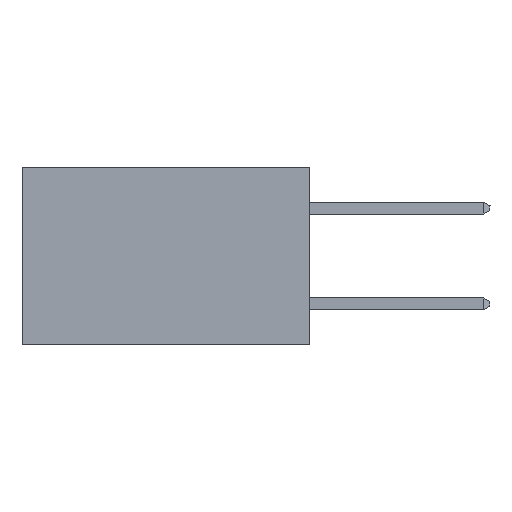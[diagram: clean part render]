
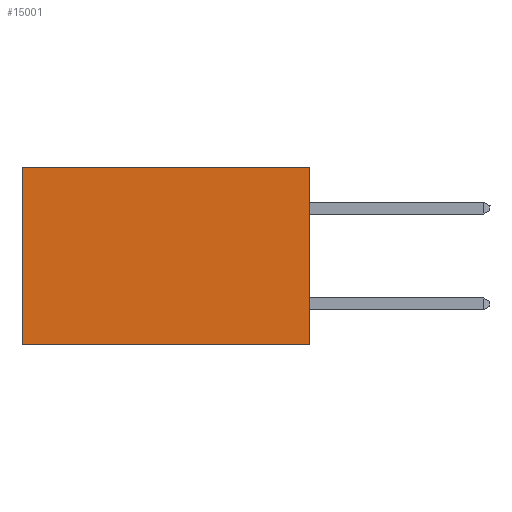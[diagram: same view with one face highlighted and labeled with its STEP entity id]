
A CAD part, left-side view. The second image highlights one B-rep face of the part: STEP entity #15001.
In plain terms, the highlighted planar face has unit normal (-1, 0, 0).
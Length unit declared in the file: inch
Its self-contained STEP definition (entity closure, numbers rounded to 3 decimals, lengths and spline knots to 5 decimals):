
#207 = VECTOR ( 'NONE', #8853, 39.37008 ) ;
#1596 = EDGE_LOOP ( 'NONE', ( #11275, #23156, #24799, #23689 ) ) ;
#2692 = DIRECTION ( 'NONE',  ( 0., 1., 0. ) ) ;
#2826 = VERTEX_POINT ( 'NONE', #12496 ) ;
#4762 = PLANE ( 'NONE',  #10220 ) ;
#5559 = DIRECTION ( 'NONE',  ( 0., 0., -1. ) ) ;
#6569 = CARTESIAN_POINT ( 'NONE',  ( 0.2875, 0., -0.37 ) ) ;
#6834 = LINE ( 'NONE', #16570, #207 ) ;
#6897 = EDGE_CURVE ( 'NONE', #17956, #2826, #6834, .T. ) ;
#7227 = VECTOR ( 'NONE', #2692, 39.37008 ) ;
#8393 = DIRECTION ( 'NONE',  ( 1., 0., 0. ) ) ;
#8853 = DIRECTION ( 'NONE',  ( 0., 0., -1. ) ) ;
#9103 = EDGE_CURVE ( 'NONE', #17956, #12405, #13099, .T. ) ;
#9853 = LINE ( 'NONE', #11447, #15565 ) ;
#9999 = DIRECTION ( 'NONE',  ( 0., 1., 0. ) ) ;
#10220 = AXIS2_PLACEMENT_3D ( 'NONE', #20082, #8393, #23370 ) ;
#11275 = ORIENTED_EDGE ( 'NONE', *, *, #13003, .T. ) ;
#11447 = CARTESIAN_POINT ( 'NONE',  ( 0.2875, 0.6, 0. ) ) ;
#12405 = VERTEX_POINT ( 'NONE', #16723 ) ;
#12496 = CARTESIAN_POINT ( 'NONE',  ( 0.2875, 0., -0.37 ) ) ;
#13003 = EDGE_CURVE ( 'NONE', #12405, #18790, #9853, .T. ) ;
#13099 = LINE ( 'NONE', #23296, #19373 ) ;
#15001 = ADVANCED_FACE ( 'NONE', ( #21435 ), #4762, .F. ) ;
#15565 = VECTOR ( 'NONE', #5559, 39.37008 ) ;
#16570 = CARTESIAN_POINT ( 'NONE',  ( 0.2875, 0., 0. ) ) ;
#16723 = CARTESIAN_POINT ( 'NONE',  ( 0.2875, 0.6, 0. ) ) ;
#16939 = EDGE_CURVE ( 'NONE', #2826, #18790, #18641, .T. ) ;
#17956 = VERTEX_POINT ( 'NONE', #18640 ) ;
#18640 = CARTESIAN_POINT ( 'NONE',  ( 0.2875, 0., 0. ) ) ;
#18641 = LINE ( 'NONE', #6569, #7227 ) ;
#18790 = VERTEX_POINT ( 'NONE', #19647 ) ;
#19373 = VECTOR ( 'NONE', #9999, 39.37008 ) ;
#19647 = CARTESIAN_POINT ( 'NONE',  ( 0.2875, 0.6, -0.37 ) ) ;
#20082 = CARTESIAN_POINT ( 'NONE',  ( 0.2875, 0., 0. ) ) ;
#21435 = FACE_OUTER_BOUND ( 'NONE', #1596, .T. ) ;
#23156 = ORIENTED_EDGE ( 'NONE', *, *, #16939, .F. ) ;
#23296 = CARTESIAN_POINT ( 'NONE',  ( 0.2875, 0., 0. ) ) ;
#23370 = DIRECTION ( 'NONE',  ( 0., 0., -1. ) ) ;
#23689 = ORIENTED_EDGE ( 'NONE', *, *, #9103, .T. ) ;
#24799 = ORIENTED_EDGE ( 'NONE', *, *, #6897, .F. ) ;
